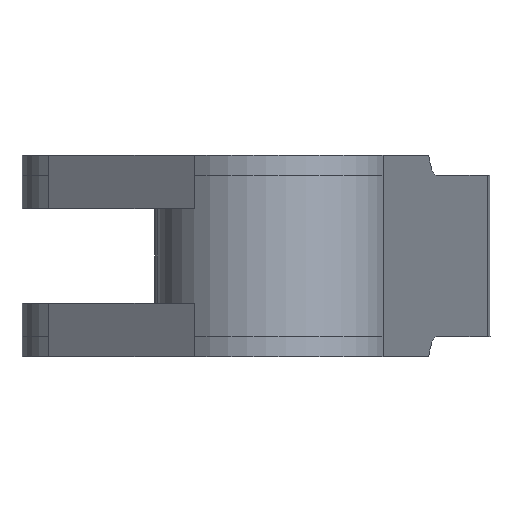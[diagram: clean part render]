
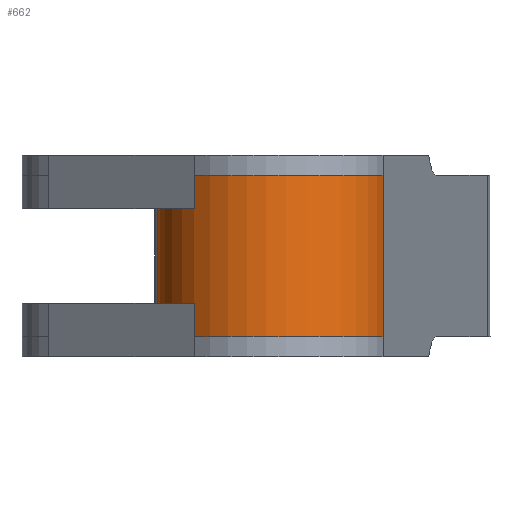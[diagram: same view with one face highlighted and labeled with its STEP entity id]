
A CAD part, front view. The second image highlights one B-rep face of the part: STEP entity #662.
In plain terms, the highlighted cylindrical face has radius 8.5 mm (diameter 17 mm), a partial arc.
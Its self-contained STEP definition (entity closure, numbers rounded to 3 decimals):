
#19=CYLINDRICAL_SURFACE('',#723,8.5);
#62=FACE_OUTER_BOUND('',#99,.T.);
#99=EDGE_LOOP('',(#475,#476,#477,#478,#479,#480,#481,#482));
#145=CIRCLE('',#724,8.5);
#146=CIRCLE('',#725,8.5);
#147=CIRCLE('',#726,8.5);
#148=CIRCLE('',#727,8.5);
#178=LINE('',#1025,#233);
#182=LINE('',#1040,#237);
#188=LINE('',#1058,#243);
#189=LINE('',#1062,#244);
#233=VECTOR('',#812,1.);
#237=VECTOR('',#824,1.);
#243=VECTOR('',#840,1.);
#244=VECTOR('',#845,1.);
#293=VERTEX_POINT('',#1019);
#295=VERTEX_POINT('',#1023);
#301=VERTEX_POINT('',#1038);
#302=VERTEX_POINT('',#1039);
#307=VERTEX_POINT('',#1053);
#308=VERTEX_POINT('',#1055);
#309=VERTEX_POINT('',#1057);
#310=VERTEX_POINT('',#1060);
#361=EDGE_CURVE('',#293,#295,#178,.T.);
#367=EDGE_CURVE('',#301,#302,#182,.T.);
#375=EDGE_CURVE('',#293,#307,#145,.T.);
#376=EDGE_CURVE('',#308,#295,#146,.T.);
#377=EDGE_CURVE('',#308,#309,#188,.T.);
#378=EDGE_CURVE('',#309,#302,#147,.T.);
#379=EDGE_CURVE('',#301,#310,#148,.T.);
#380=EDGE_CURVE('',#310,#307,#189,.T.);
#475=ORIENTED_EDGE('',*,*,#375,.F.);
#476=ORIENTED_EDGE('',*,*,#361,.T.);
#477=ORIENTED_EDGE('',*,*,#376,.F.);
#478=ORIENTED_EDGE('',*,*,#377,.T.);
#479=ORIENTED_EDGE('',*,*,#378,.T.);
#480=ORIENTED_EDGE('',*,*,#367,.F.);
#481=ORIENTED_EDGE('',*,*,#379,.T.);
#482=ORIENTED_EDGE('',*,*,#380,.T.);
#662=ADVANCED_FACE('',(#62),#19,.T.);
#723=AXIS2_PLACEMENT_3D('',#1052,#834,#835);
#724=AXIS2_PLACEMENT_3D('',#1054,#836,#837);
#725=AXIS2_PLACEMENT_3D('',#1056,#838,#839);
#726=AXIS2_PLACEMENT_3D('',#1059,#841,#842);
#727=AXIS2_PLACEMENT_3D('',#1061,#843,#844);
#812=DIRECTION('',(0.,0.,-1.));
#824=DIRECTION('',(0.,0.,-1.));
#834=DIRECTION('center_axis',(0.,0.,1.));
#835=DIRECTION('ref_axis',(-0.998,-0.062,0.));
#836=DIRECTION('center_axis',(0.,0.,1.));
#837=DIRECTION('ref_axis',(-0.998,-0.062,0.));
#838=DIRECTION('center_axis',(0.,0.,-1.));
#839=DIRECTION('ref_axis',(-0.998,-0.062,0.));
#840=DIRECTION('',(0.,0.,-1.));
#841=DIRECTION('center_axis',(0.,0.,1.));
#842=DIRECTION('ref_axis',(-0.673,-0.74,0.));
#843=DIRECTION('center_axis',(0.,0.,-1.));
#844=DIRECTION('ref_axis',(0.975,-0.221,0.));
#845=DIRECTION('',(0.,0.,-1.));
#1019=CARTESIAN_POINT('',(21.516,48.471,3.5));
#1023=CARTESIAN_POINT('',(21.516,48.471,-3.5));
#1025=CARTESIAN_POINT('',(21.516,48.471,3.5));
#1038=CARTESIAN_POINT('',(38.289,47.119,6.));
#1039=CARTESIAN_POINT('',(38.289,47.119,-6.));
#1040=CARTESIAN_POINT('',(38.289,47.119,6.));
#1052=CARTESIAN_POINT('Origin',(30.,49.,-6.));
#1053=CARTESIAN_POINT('',(24.28,42.713,3.5));
#1054=CARTESIAN_POINT('Origin',(30.,49.,3.5));
#1055=CARTESIAN_POINT('',(24.28,42.713,-3.5));
#1056=CARTESIAN_POINT('Origin',(30.,49.,-3.5));
#1057=CARTESIAN_POINT('',(24.28,42.713,-6.));
#1058=CARTESIAN_POINT('',(24.28,42.713,-3.5));
#1059=CARTESIAN_POINT('Origin',(30.,49.,-6.));
#1060=CARTESIAN_POINT('',(24.28,42.713,6.));
#1061=CARTESIAN_POINT('Origin',(30.,49.,6.));
#1062=CARTESIAN_POINT('',(24.28,42.713,6.));
